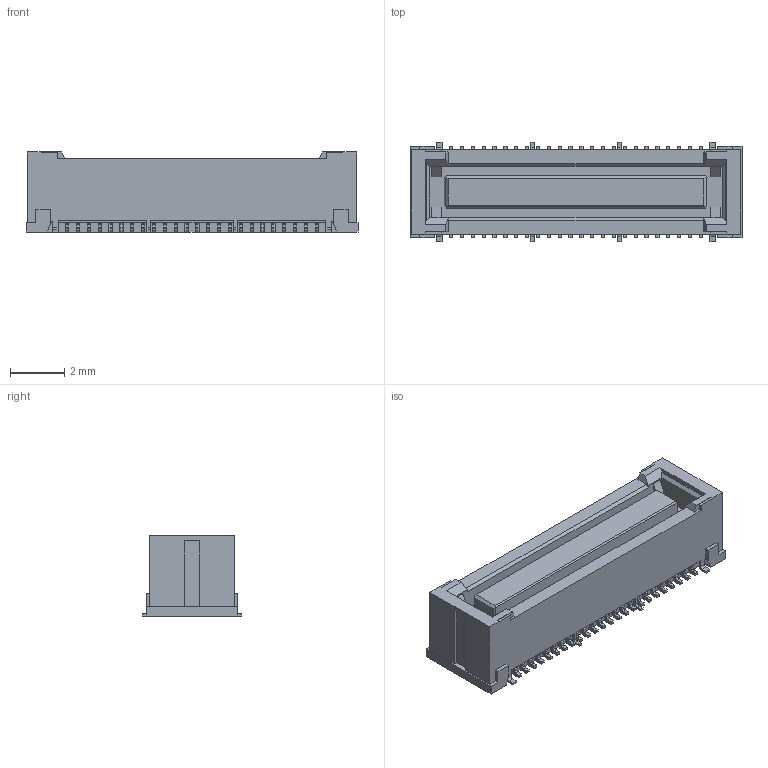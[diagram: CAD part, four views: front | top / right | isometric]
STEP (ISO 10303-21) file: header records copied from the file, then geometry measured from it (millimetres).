
FILE_DESCRIPTION(('Creo Elements/Direct Modeling STEP Export'),'2;1');
FILE_NAME('DF40GB(3.0)-48DS-0.4V.stp','2015-07-07T 9:31:02',(''),(''),'Creo Elements/Direct Modeling STEP processor for AP214 (Solid Model)','Creo Elements/Direct Modeling 18.1E 22-Nov-2013 (C) Parametric Technology GmbH','');
FILE_SCHEMA(('AUTOMOTIVE_DESIGN { 1 0 10303 214 1 1 1 1 }'));
Length unit declared in the file: millimetre
Products named in the file (1): DF40GB(3.0)-48DS-0.4V
Bounding box: 12.24 x 3.68 x 2.95 mm (x, y, z)
Volume: 93.5 mm3; surface area: 221.5 mm2
Topology: 1 solids, 1 shells, 727 faces, 2000 edges, 1324 vertices
Faces by surface type: plane 567, cylinder 160
Entity records: 28744 total; most frequent: CARTESIAN_POINT 4052, ORIENTED_EDGE 4000, DIRECTION 3776, EDGE_CURVE 2000, VECTOR 1680, LINE 1680, VERTEX_POINT 1324, AXIS2_PLACEMENT_3D 1048
